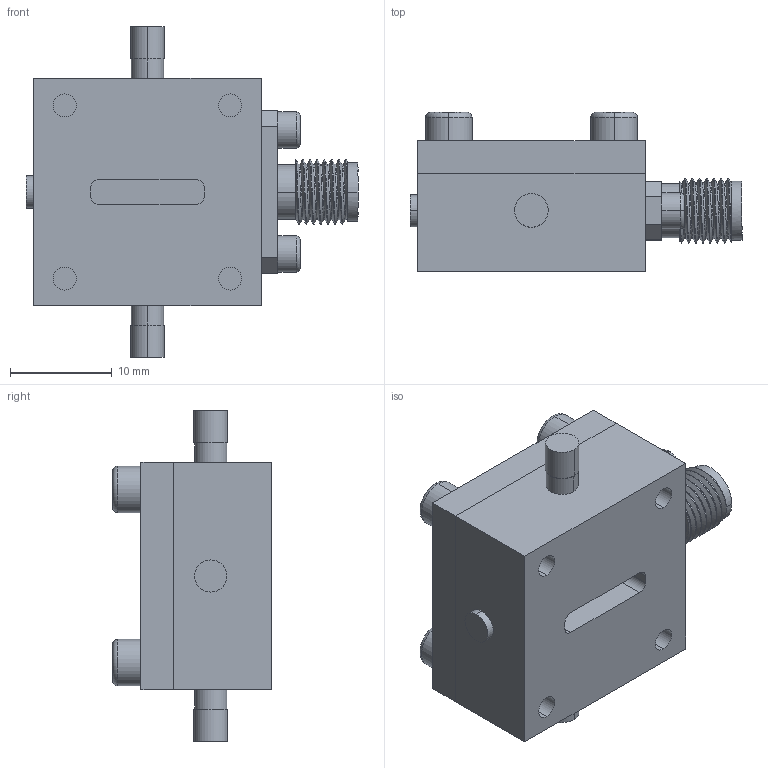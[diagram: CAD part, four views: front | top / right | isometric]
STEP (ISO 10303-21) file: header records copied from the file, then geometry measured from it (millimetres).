
FILE_DESCRIPTION (( 'STEP AP214' ), '1' );
FILE_NAME ('K-2X Outline Assembly.STEP', '2019-12-12T17:42:40', ( '' ), ( '' ), 'SwSTEP 2.0', 'SolidWorks 2019', '' );
FILE_SCHEMA (( 'AUTOMOTIVE_DESIGN' ));
Length unit declared in the file: inch
Products named in the file (8): 1900 K-2X 125x054 Diode Post FOR WEBSITE ASSEMBLY; K-2X Outline Assembly; 4-40-SHCS_0-25 LONG; 2-56 SOCKET HEAD SCREW HEAD_1; Part1^K-2X Website Assembly; 1489 K-2X Rf Housing WEBSITE; Female SMA; 1490 K-2X & K-4X  Backplate WEBSITE
Assembly tree (13 placements, depth 2):
  K-2X Outline Assembly
    1489 K-2X Rf Housing WEBSITE
    1490 K-2X & K-4X  Backplate WEBSITE
    Female SMA  x2
    1900 K-2X 125x054 Diode Post FOR WEBSITE ASSEMBLY  x2
    4-40-SHCS_0-25 LONG  x4
    2-56 SOCKET HEAD SCREW HEAD_1  x2
    Part1^K-2X Website Assembly
Bounding box: 32.64 x 15.62 x 32.51 mm (x, y, z)
Volume: 6703.9 mm3; surface area: 5372 mm2
Topology: 13 solids, 13 shells, 268 faces, 622 edges, 406 vertices
Faces by surface type: cylinder 124, plane 122, bspline 10, torus 8, cone 4
Entity records: 6104 total; most frequent: CARTESIAN_POINT 1881, DIRECTION 752, ORIENTED_EDGE 692, EDGE_CURVE 346, AXIS2_PLACEMENT_3D 289, VERTEX_POINT 228, EDGE_LOOP 186, LINE 174
